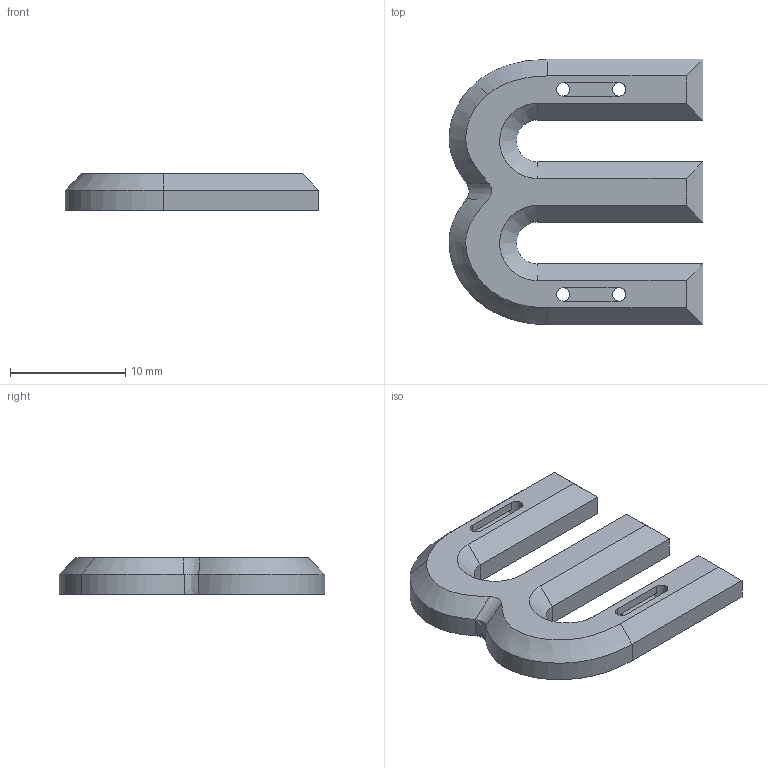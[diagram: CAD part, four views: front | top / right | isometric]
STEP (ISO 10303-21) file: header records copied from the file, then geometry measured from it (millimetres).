
FILE_DESCRIPTION(/* description */ (''),/* implementation_level */ '2;1');
FILE_NAME(/* name */ '1.step',/* time_stamp */ '2022-07-14T17:34:13+02:00',/* author */ (''),/* organization */ (''),/* preprocessor_version */ 'ST-DEVELOPER v19',/* originating_system */ 'Autodesk Translation Framework v11.7.0.108',/* authorisation */ '');
FILE_SCHEMA (('AUTOMOTIVE_DESIGN { 1 0 10303 214 3 1 1 }'));
Length unit declared in the file: millimetre
Products named in the file (1): Laniere_ronde_E_0_1
Bounding box: 22 x 23 x 3.2 mm (x, y, z)
Volume: 982.6 mm3; surface area: 1108.9 mm2
Topology: 1 solids, 1 shells, 44 faces, 123 edges, 79 vertices
Faces by surface type: plane 28, bspline 12, cylinder 4
Full cylindrical faces by diameter (mm): 1.15 x3
Entity records: 1749 total; most frequent: CARTESIAN_POINT 647, ORIENTED_EDGE 246, DIRECTION 178, EDGE_CURVE 123, LINE 80, VECTOR 80, VERTEX_POINT 79, EDGE_LOOP 50
